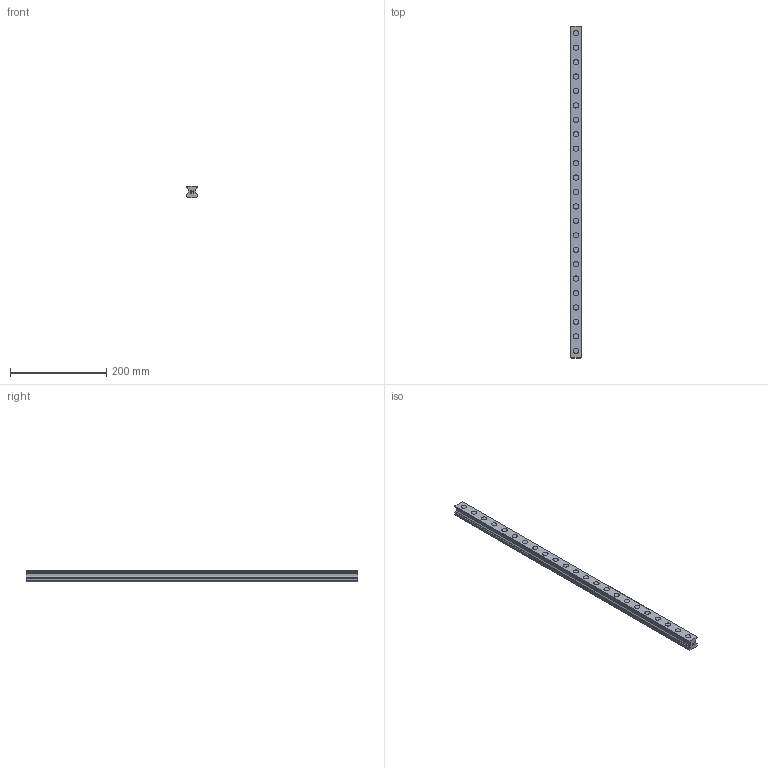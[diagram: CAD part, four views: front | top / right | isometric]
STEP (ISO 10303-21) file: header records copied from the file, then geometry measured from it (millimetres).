
FILE_DESCRIPTION(('STEP AP214'),'1');
FILE_NAME('cctmp_DF4FC26A-8C8B-4769-81FB-451E4AB69ED1_2021_03_10_17_27_08_0484..stp','2021-03-10T16:27:08',('HIWIN GmbH'),('CADClick - www.CADClick.com'),'Spatial InterOp 3D',' ','unknown authorization');
FILE_SCHEMA(('AUTOMOTIVE_DESIGN'));
Length unit declared in the file: millimetre
Products named in the file (1): RGR25R690H_FILE
Bounding box: 23 x 690 x 23.6 mm (x, y, z)
Volume: 276702.4 mm3; surface area: 86309.5 mm2
Topology: 1 solids, 1 shells, 324 faces, 747 edges, 498 vertices
Faces by surface type: plane 168, cylinder 156
Entity records: 11899 total; most frequent: DIRECTION 1709, CARTESIAN_POINT 1570, ORIENTED_EDGE 1494, EDGE_CURVE 747, AXIS2_PLACEMENT_3D 637, VERTEX_POINT 498, LINE 435, VECTOR 435
